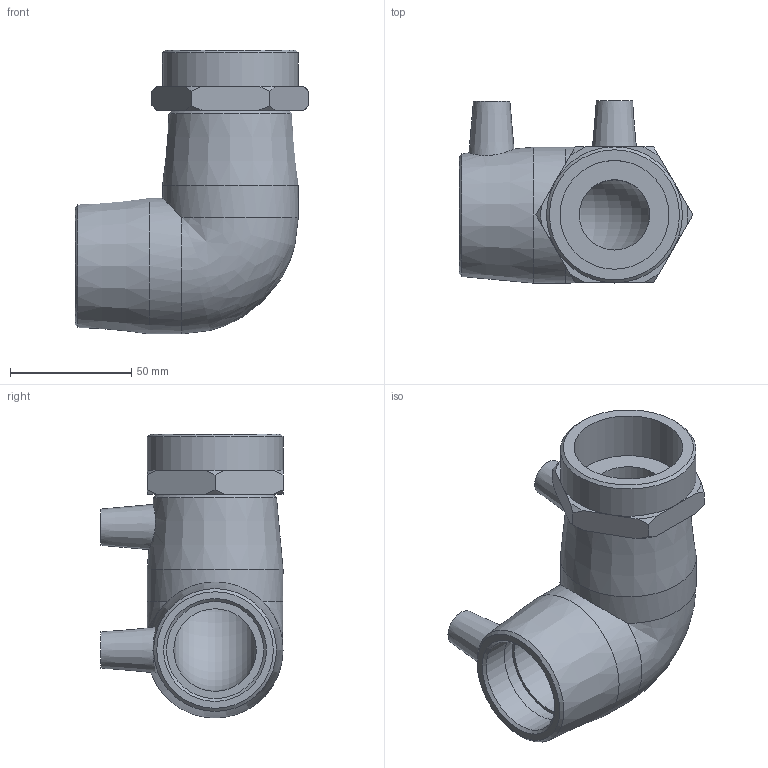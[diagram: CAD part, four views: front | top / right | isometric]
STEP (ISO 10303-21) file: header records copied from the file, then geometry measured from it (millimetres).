
FILE_DESCRIPTION(/* description */ ('PLASSON 90° ELBOW FEMALE TRANSITION 40-1.1/2"'),/* implementation_level */ '2;1');
FILE_NAME(/* name */ '493504040015.ipt.stp',/* time_stamp */ '2018-04-26T12:06:24+03:00',/* author */ ('KIM'),/* organization */ (''),/* preprocessor_version */ 'ST-DEVELOPER v15.6',/* originating_system */ 'Autodesk Inventor 2015',/* authorisation */ '');
FILE_SCHEMA (('AUTOMOTIVE_DESIGN { 1 0 10303 214 3 1 1 }'));
Length unit declared in the file: millimetre
Products named in the file (1): 493504040015
Bounding box: 96.33 x 75 x 117 mm (x, y, z)
Volume: 202326.5 mm3; surface area: 51375.2 mm2
Topology: 1 solids, 2 shells, 64 faces, 146 edges, 93 vertices
Faces by surface type: plane 27, cone 22, cylinder 13, bspline 1, torus 1
Full cylindrical faces by diameter (mm): 4 x2, 10 x2, 29 x1, 40 x4, 44.845 x1, 56 x3
Entity records: 1644 total; most frequent: CARTESIAN_POINT 392, DIRECTION 264, ORIENTED_EDGE 212, AXIS2_PLACEMENT_3D 120, EDGE_CURVE 106, EDGE_LOOP 103, VERTEX_POINT 81, FACE_OUTER_BOUND 64
